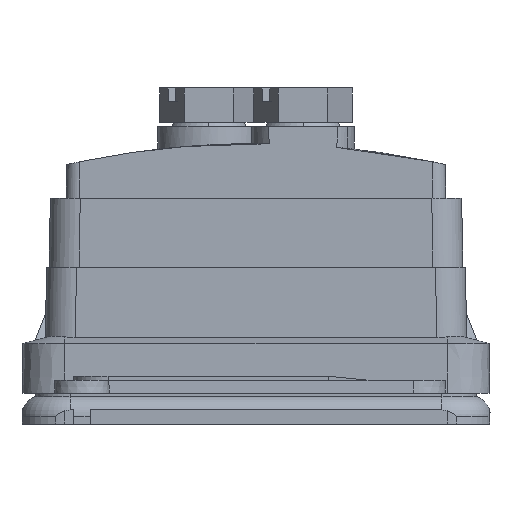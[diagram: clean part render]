
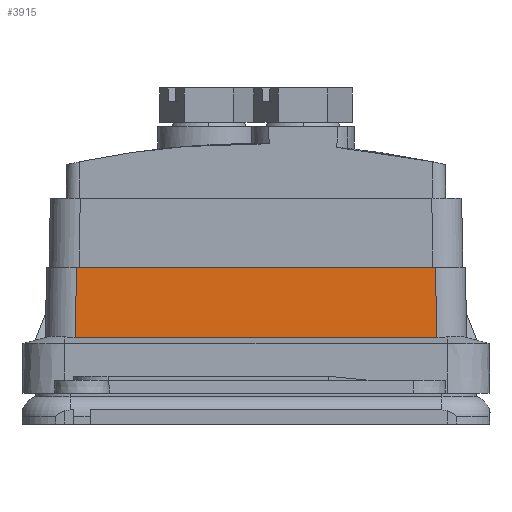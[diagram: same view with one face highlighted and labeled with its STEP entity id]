
A CAD part, front view. The second image highlights one B-rep face of the part: STEP entity #3915.
In plain terms, the highlighted planar face has unit normal (0, -1, 0.018).
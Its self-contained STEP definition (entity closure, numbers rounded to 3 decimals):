
#3895=AXIS2_PLACEMENT_3D('Plane Axis2P3D',#3892,#3893,#3894) ;
#3043=CARTESIAN_POINT('Vertex',(48.499,26.06,10.14)) ;
#3048=CARTESIAN_POINT('Line Origine',(49.725,26.06,10.14)) ;
#3052=CARTESIAN_POINT('Vertex',(6.23,26.06,10.14)) ;
#3847=CARTESIAN_POINT('Vertex',(48.356,26.203,18.338)) ;
#3850=CARTESIAN_POINT('Line Origine',(48.544,26.015,7.515)) ;
#3892=CARTESIAN_POINT('Axis2P3D Location',(24.351,26.109,12.936)) ;
#3897=CARTESIAN_POINT('Line Origine',(27.364,26.203,18.338)) ;
#3901=CARTESIAN_POINT('Vertex',(6.373,26.203,18.338)) ;
#3904=CARTESIAN_POINT('Line Origine',(6.301,26.132,14.239)) ;
#3049=DIRECTION('Vector Direction',(1.,0.,0.)) ;
#3851=DIRECTION('Vector Direction',(0.017,-0.017,-1.)) ;
#3893=DIRECTION('Axis2P3D Direction',(0.,-1.,0.017)) ;
#3894=DIRECTION('Axis2P3D XDirection',(1.,0.,0.)) ;
#3898=DIRECTION('Vector Direction',(1.,0.,0.)) ;
#3905=DIRECTION('Vector Direction',(0.017,0.017,1.)) ;
#3050=VECTOR('Line Direction',#3049,1.) ;
#3852=VECTOR('Line Direction',#3851,1.) ;
#3899=VECTOR('Line Direction',#3898,1.) ;
#3906=VECTOR('Line Direction',#3905,1.) ;
#3910=ORIENTED_EDGE('',*,*,#3054,.T.) ;
#3911=ORIENTED_EDGE('',*,*,#3854,.F.) ;
#3912=ORIENTED_EDGE('',*,*,#3903,.F.) ;
#3913=ORIENTED_EDGE('',*,*,#3908,.F.) ;
#3915=ADVANCED_FACE('MANIFOLD_SOLID_BREP #73600',(#3914),#3896,.T.) ;
#3054=EDGE_CURVE('',#3053,#3044,#3051,.T.) ;
#3854=EDGE_CURVE('',#3848,#3044,#3853,.T.) ;
#3903=EDGE_CURVE('',#3902,#3848,#3900,.T.) ;
#3908=EDGE_CURVE('',#3053,#3902,#3907,.T.) ;
#3909=EDGE_LOOP('',(#3910,#3911,#3912,#3913)) ;
#3914=FACE_OUTER_BOUND('',#3909,.T.) ;
#3051=LINE('Line',#3048,#3050) ;
#3853=LINE('Line',#3850,#3852) ;
#3900=LINE('Line',#3897,#3899) ;
#3907=LINE('Line',#3904,#3906) ;
#3896=PLANE('',#3895) ;
#3044=VERTEX_POINT('',#3043) ;
#3053=VERTEX_POINT('',#3052) ;
#3848=VERTEX_POINT('',#3847) ;
#3902=VERTEX_POINT('',#3901) ;
